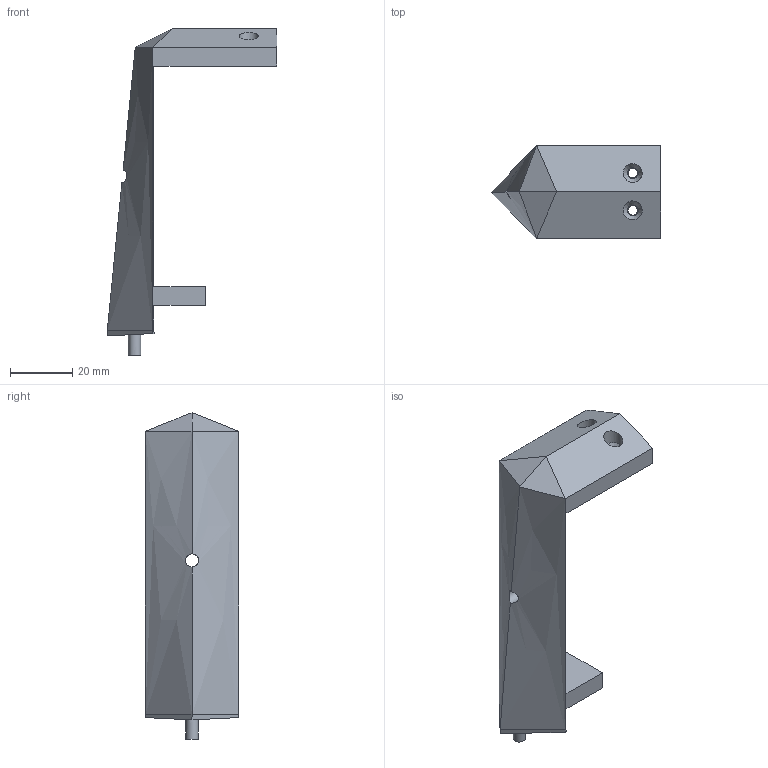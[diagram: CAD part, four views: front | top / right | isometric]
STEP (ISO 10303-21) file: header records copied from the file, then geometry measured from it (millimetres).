
FILE_DESCRIPTION(/* description */ (''),/* implementation_level */ '2;1');
FILE_NAME(/* name */ 'BodyWedgeSideV3.2.1.ipt.step',/* time_stamp */ '2024-02-27T11:31:46-06:00',/* author */ ('smz3rm'),/* organization */ (''),/* preprocessor_version */ 'ST-DEVELOPER v18',/* originating_system */ 'Autodesk Inventor 2020',/* authorisation */ '');
FILE_SCHEMA (('AUTOMOTIVE_DESIGN { 1 0 10303 214 3 1 1 }'));
Length unit declared in the file: millimetre
Products named in the file (1): BodyWedgeSideV3.2.1
Bounding box: 54.51 x 30 x 105 mm (x, y, z)
Volume: 28329.8 mm3; surface area: 11287.7 mm2
Topology: 1 solids, 1 shells, 34 faces, 88 edges, 60 vertices
Faces by surface type: plane 22, cylinder 8, cone 2, bspline 2
Full cylindrical faces by diameter (mm): 2.9 x2, 3.1 x2, 4 x1, 4.2 x1, 6.1 x2
Entity records: 1180 total; most frequent: CARTESIAN_POINT 267, DIRECTION 181, ORIENTED_EDGE 176, EDGE_CURVE 88, AXIS2_PLACEMENT_3D 62, VERTEX_POINT 60, LINE 57, VECTOR 57
